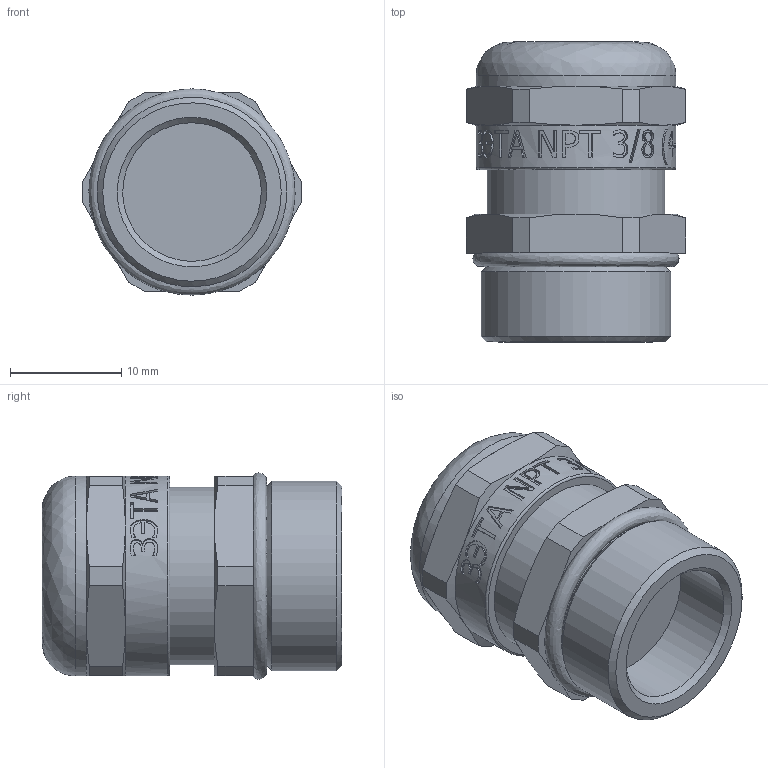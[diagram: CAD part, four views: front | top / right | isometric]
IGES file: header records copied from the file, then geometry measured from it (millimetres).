
Global section: file name: 2 КВ-NPT 3_8 (4-8мм); native system: Autodesk Inventor 2015; preprocessor: unknown; author: zeta-23; date: 20161028.223535; units: millimetre
Bounding box: 19.78 x 27 x 18.56 mm (x, y, z)
Volume: 5744.7 mm3; surface area: 2431.7 mm2
Topology: 1 solids, 1 shells, 330 faces, 886 edges, 585 vertices
Faces by surface type: bspline 330
